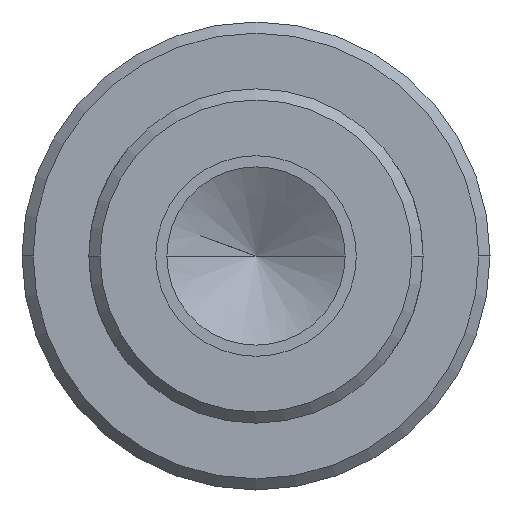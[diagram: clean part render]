
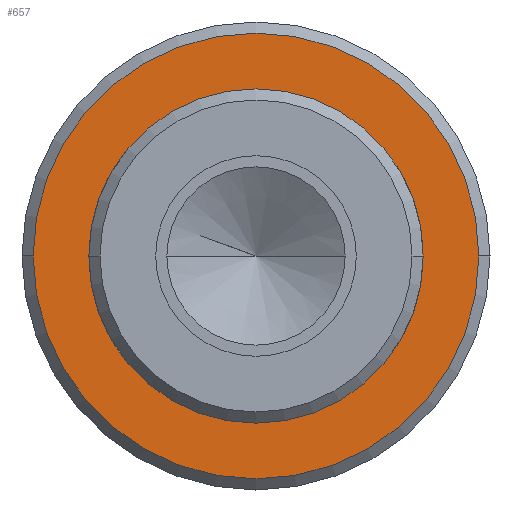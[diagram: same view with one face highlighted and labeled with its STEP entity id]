
A CAD part, left-side view. The second image highlights one B-rep face of the part: STEP entity #657.
In plain terms, the highlighted planar face has unit normal (-1, 0, 0).
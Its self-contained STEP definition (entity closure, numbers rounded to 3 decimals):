
#185=CARTESIAN_POINT('',(85.0,-22.5,0.));
#186=VERTEX_POINT('',#185);
#193=CARTESIAN_POINT('',(85.0,22.5,0.0));
#194=VERTEX_POINT('',#193);
#195=CARTESIAN_POINT('',(85.0,0.0,0.0));
#196=DIRECTION('',(1.0,0.0,0.0));
#197=DIRECTION('',(0.0,1.0,0.0));
#198=AXIS2_PLACEMENT_3D('',#195,#196,#197);
#199=CIRCLE('',#198,22.5);
#200=EDGE_CURVE('',#194,#186,#199,.T.);
#469=CARTESIAN_POINT('',(85.0,-30.,0.));
#470=VERTEX_POINT('',#469);
#484=CARTESIAN_POINT('',(85.0,30.0,0.));
#485=VERTEX_POINT('',#484);
#492=CARTESIAN_POINT('',(85.0,0.,0.0));
#493=DIRECTION('',(1.0,0.0,0.0));
#494=DIRECTION('',(0.0,-1.0,0.0));
#495=AXIS2_PLACEMENT_3D('',#492,#493,#494);
#496=CIRCLE('',#495,30.);
#497=EDGE_CURVE('',#485,#470,#496,.T.);
#632=CARTESIAN_POINT('',(85.0,15.75,0.0));
#633=DIRECTION('',(-1.0,0.0,0.0));
#634=DIRECTION('',(0.0,0.0,1.0));
#635=AXIS2_PLACEMENT_3D('',#632,#633,#634);
#636=PLANE('',#635);
#637=ORIENTED_EDGE('',*,*,#497,.F.);
#638=CARTESIAN_POINT('',(85.0,0.,0.0));
#639=DIRECTION('',(1.0,0.0,0.0));
#640=DIRECTION('',(0.0,-1.0,0.0));
#641=AXIS2_PLACEMENT_3D('',#638,#639,#640);
#642=CIRCLE('',#641,30.);
#643=EDGE_CURVE('',#470,#485,#642,.T.);
#644=ORIENTED_EDGE('',*,*,#643,.F.);
#645=EDGE_LOOP('',(#637,#644));
#646=FACE_OUTER_BOUND('',#645,.T.);
#647=ORIENTED_EDGE('',*,*,#200,.T.);
#648=CARTESIAN_POINT('',(85.0,0.0,0.0));
#649=DIRECTION('',(1.0,0.0,0.0));
#650=DIRECTION('',(0.0,1.0,0.0));
#651=AXIS2_PLACEMENT_3D('',#648,#649,#650);
#652=CIRCLE('',#651,22.5);
#653=EDGE_CURVE('',#186,#194,#652,.T.);
#654=ORIENTED_EDGE('',*,*,#653,.T.);
#655=EDGE_LOOP('',(#647,#654));
#656=FACE_BOUND('',#655,.T.);
#657=ADVANCED_FACE('',(#646,#656),#636,.T.);
